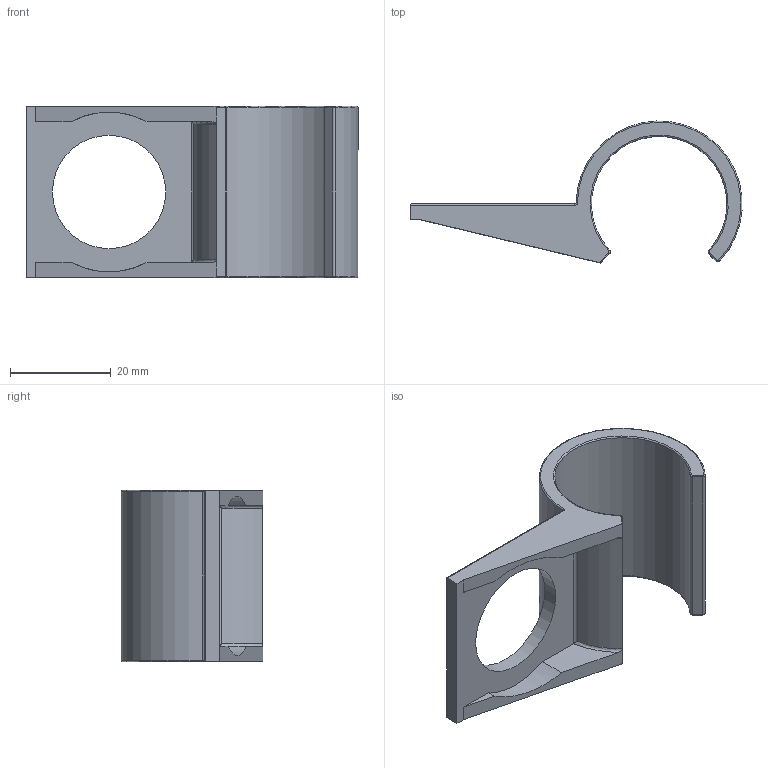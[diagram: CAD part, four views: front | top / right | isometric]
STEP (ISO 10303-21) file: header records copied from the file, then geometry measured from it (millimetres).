
FILE_DESCRIPTION((''),'2;1');
FILE_NAME('163693_SW','2012-02-27T',('banengservice'),('BANNER ENGINEERING'),'PRO/ENGINEER BY PARAMETRIC TECHNOLOGY CORPORATION, 2009141','PRO/ENGINEER BY PARAMETRIC TECHNOLOGY CORPORATION, 2009141','');
FILE_SCHEMA(('CONFIG_CONTROL_DESIGN'));
Length unit declared in the file: inch
Products named in the file (1): 163693_SW
Bounding box: 65.99 x 28.17 x 34.04 mm (x, y, z)
Volume: 10201.3 mm3; surface area: 7749.3 mm2
Topology: 1 solids, 1 shells, 46 faces, 112 edges, 68 vertices
Faces by surface type: cylinder 19, plane 13, torus 11, bspline 3
Entity records: 1478 total; most frequent: CARTESIAN_POINT 353, DIRECTION 234, ORIENTED_EDGE 224, EDGE_CURVE 112, AXIS2_PLACEMENT_3D 92, VERTEX_POINT 68, VECTOR 50, LINE 50
